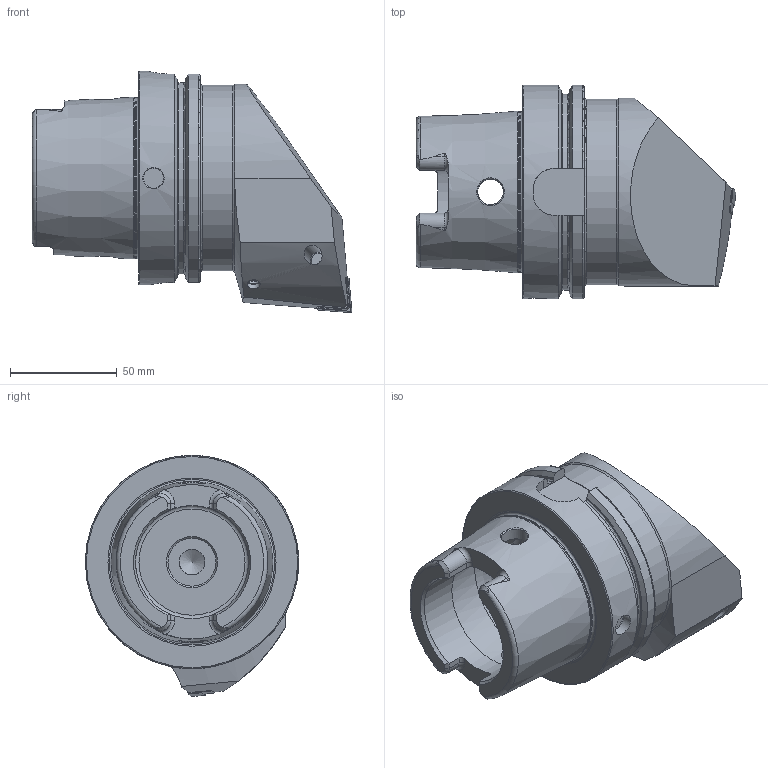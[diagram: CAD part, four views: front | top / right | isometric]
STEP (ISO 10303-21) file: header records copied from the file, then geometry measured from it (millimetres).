
FILE_DESCRIPTION (( 'STEP AP214' ), '1' );
FILE_NAME ('HA0.PCE.RLA.100-HP.STEP', '2020-11-23T10:39:53', ( '' ), ( '' ), 'SwSTEP 2.0', 'SolidWorks 2017', '' );
FILE_SCHEMA (( 'AUTOMOTIVE_DESIGN' ));
Length unit declared in the file: millimetre
Products named in the file (14): WCE-ER1.101.000; DIN 3771 - 13x1; CHP-ER1.015.006; CNMG160604; WCE-ER3.101.000_A; HA0-PCE.RLA.100-HP_A_Fertigbearbeitung; WCE-ER4.101.020_A; CHP-ER1.015.006_A; DIN 7991 - M5x15; ISO 8752 2x8; WCE-ER2.101.004_A; HA0.PCE.RLA.100-HP; CHP-ER1.008.014_A; KVT_MB_600_060
Assembly tree (13 placements, depth 3):
  HA0.PCE.RLA.100-HP
    HA0-PCE.RLA.100-HP_A_Fertigbearbeitung
    KVT_MB_600_060
    CHP-ER1.008.014_A
    CHP-ER1.015.006
      CHP-ER1.015.006_A
      DIN 3771 - 13x1
      DIN 7991 - M5x15
    ISO 8752 2x8
    CNMG160604
    WCE-ER1.101.000
    WCE-ER2.101.004_A
    WCE-ER3.101.000_A
    WCE-ER4.101.020_A
Bounding box: 149.9 x 100 x 113 mm (x, y, z)
Volume: 561928.5 mm3; surface area: 75904.9 mm2
Topology: 13 solids, 13 shells, 386 faces, 950 edges, 588 vertices
Faces by surface type: plane 159, cylinder 93, cone 84, torus 35, bspline 14, sphere 1
Full cylindrical faces by diameter (mm): 2 x1, 2.5 x1, 3 x1, 3.55 x1, 4.2 x2, 5 x5, 5.2 x1, 5.5 x1, 6 x4, 6.35 x1, 6.4 x1, 7 x2, 7.9 x2, 8 x2, 8.05 x1, 8.4 x1, 10 x2, 12 x3, 13.4 x1, 15 x4, 22.5 x1, 26 x1, 53 x2, 63 x1, 75.265 x1, 87 x1, 100 x1
Entity records: 14355 total; most frequent: CARTESIAN_POINT 4582, DIRECTION 1664, ORIENTED_EDGE 1588, EDGE_CURVE 794, AXIS2_PLACEMENT_3D 668, VERTEX_POINT 553, EDGE_LOOP 525, FACE_OUTER_BOUND 445
